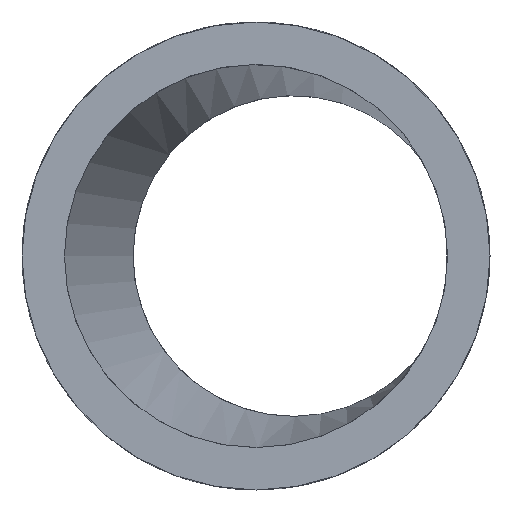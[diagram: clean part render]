
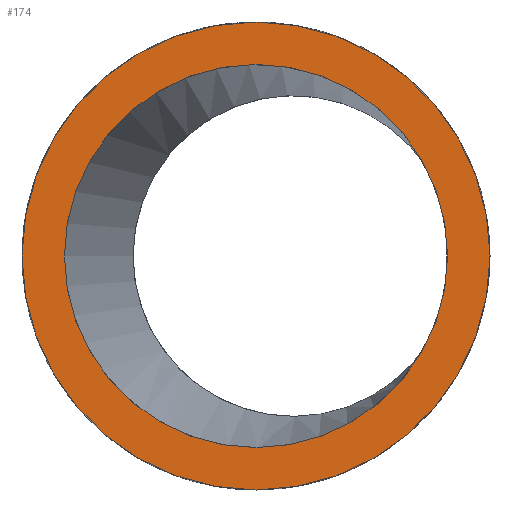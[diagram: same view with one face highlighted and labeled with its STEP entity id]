
A CAD part, left-side view. The second image highlights one B-rep face of the part: STEP entity #174.
In plain terms, the highlighted planar face has unit normal (-1, 0, 0).
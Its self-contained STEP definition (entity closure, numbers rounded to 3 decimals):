
#16=FACE_BOUND('',#66,.T.);
#18=PLANE('',#212);
#41=CIRCLE('',#209,30.7);
#42=CIRCLE('',#211,37.5);
#54=FACE_OUTER_BOUND('',#65,.T.);
#65=EDGE_LOOP('',(#161));
#66=EDGE_LOOP('',(#162));
#89=VERTEX_POINT('',#790);
#90=VERTEX_POINT('',#794);
#112=EDGE_CURVE('',#89,#89,#41,.T.);
#114=EDGE_CURVE('',#90,#90,#42,.T.);
#161=ORIENTED_EDGE('',*,*,#114,.F.);
#162=ORIENTED_EDGE('',*,*,#112,.F.);
#174=ADVANCED_FACE('',(#54,#16),#18,.F.);
#209=AXIS2_PLACEMENT_3D('',#792,#246,#247);
#211=AXIS2_PLACEMENT_3D('',#796,#251,#252);
#212=AXIS2_PLACEMENT_3D('',#797,#253,#254);
#246=DIRECTION('center_axis',(-1.,0.,0.));
#247=DIRECTION('ref_axis',(0.,-1.,0.));
#251=DIRECTION('center_axis',(1.,0.,0.));
#252=DIRECTION('ref_axis',(0.,1.,0.));
#253=DIRECTION('center_axis',(1.,0.,0.));
#254=DIRECTION('ref_axis',(0.,0.,-1.));
#790=CARTESIAN_POINT('',(0.,36.7,0.));
#792=CARTESIAN_POINT('Origin',(0.,6.,0.));
#794=CARTESIAN_POINT('',(0.,-31.5,0.));
#796=CARTESIAN_POINT('Origin',(0.,6.,0.));
#797=CARTESIAN_POINT('Origin',(0.,6.,0.));
